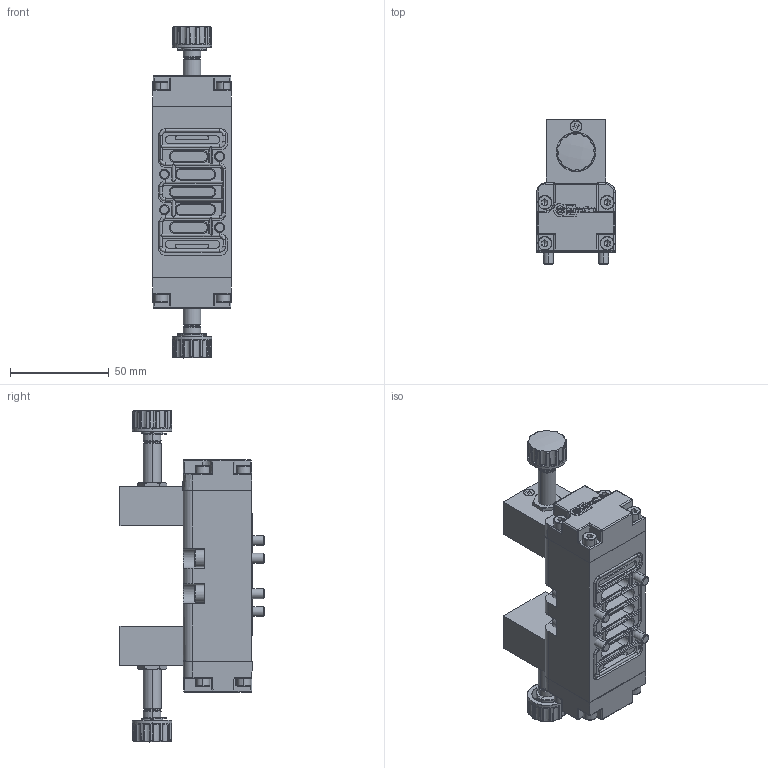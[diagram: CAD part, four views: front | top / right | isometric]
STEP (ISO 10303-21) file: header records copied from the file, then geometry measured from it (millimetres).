
FILE_DESCRIPTION (( 'STEP AP214' ), '1' );
FILE_NAME ('00_113_4.STEP', '2016-01-13T16:36:43', ( '' ), ( '' ), 'SwSTEP 2.0', 'SolidWorks 2016', '' );
FILE_SCHEMA (( 'AUTOMOTIVE_DESIGN' ));
Length unit declared in the file: millimetre
Products named in the file (1): 00_113_4
Bounding box: 40 x 73 x 168.3 mm (x, y, z)
Volume: 189569.7 mm3; surface area: 61769.2 mm2
Topology: 24 solids, 28 shells, 2512 faces, 6742 edges, 4334 vertices
Faces by surface type: plane 1632, cylinder 389, cone 294, bspline 197
Entity records: 94621 total; most frequent: CARTESIAN_POINT 29553, ORIENTED_EDGE 13404, DIRECTION 10228, EDGE_CURVE 6702, VERTEX_POINT 4334, LINE 3546, VECTOR 3546, AXIS2_PLACEMENT_3D 3341
